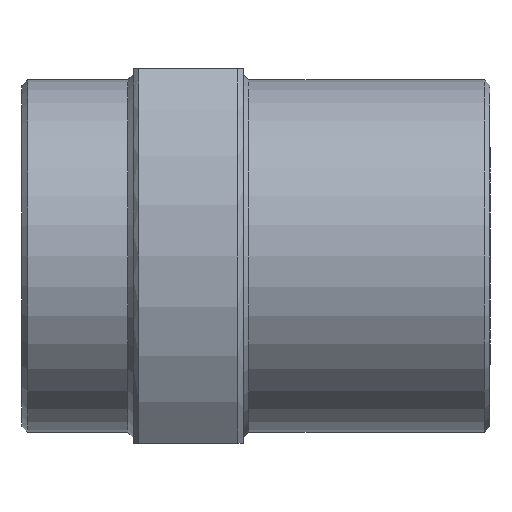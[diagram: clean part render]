
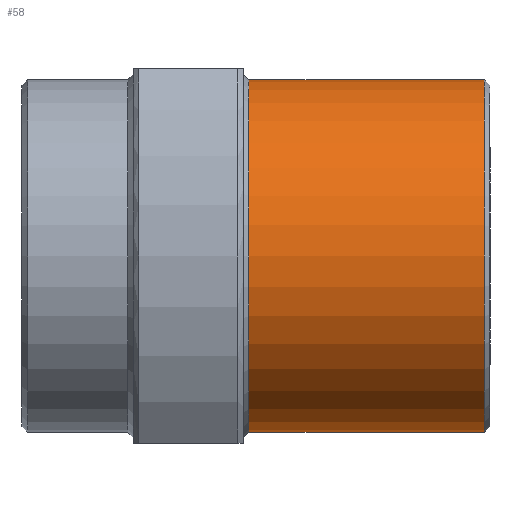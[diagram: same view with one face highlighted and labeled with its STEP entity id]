
A CAD part, front view. The second image highlights one B-rep face of the part: STEP entity #58.
In plain terms, the highlighted cylindrical face has radius 16 mm (diameter 32 mm), a partial arc.
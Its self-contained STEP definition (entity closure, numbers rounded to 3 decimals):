
#7 = DIRECTION ( 'NONE',  ( -1., 0., 0. ) ) ;
#41 = AXIS2_PLACEMENT_3D ( 'NONE', #661, #175, #965 ) ;
#58 = ADVANCED_FACE ( 'NONE', ( #1265 ), #831, .T. ) ;
#137 = DIRECTION ( 'NONE',  ( 0., 0., 1. ) ) ;
#175 = DIRECTION ( 'NONE',  ( -1., 0., 0. ) ) ;
#190 = LINE ( 'NONE', #584, #349 ) ;
#217 = EDGE_LOOP ( 'NONE', ( #799, #303, #908, #518 ) ) ;
#303 = ORIENTED_EDGE ( 'NONE', *, *, #311, .T. ) ;
#311 = EDGE_CURVE ( 'NONE', #998, #476, #769, .T. ) ;
#349 = VECTOR ( 'NONE', #7, 1000. ) ;
#352 = CARTESIAN_POINT ( 'NONE',  ( 28.177, 0., 16. ) ) ;
#473 = CARTESIAN_POINT ( 'NONE',  ( 6.777, 0., 0. ) ) ;
#476 = VERTEX_POINT ( 'NONE', #352 ) ;
#518 = ORIENTED_EDGE ( 'NONE', *, *, #1056, .T. ) ;
#584 = CARTESIAN_POINT ( 'NONE',  ( -56.309, 0., -16. ) ) ;
#631 = AXIS2_PLACEMENT_3D ( 'NONE', #1030, #637, #137 ) ;
#637 = DIRECTION ( 'NONE',  ( -1., 0., 0. ) ) ;
#653 = CARTESIAN_POINT ( 'NONE',  ( 6.777, 0., 16. ) ) ;
#661 = CARTESIAN_POINT ( 'NONE',  ( 28.177, 0., 0. ) ) ;
#695 = CIRCLE ( 'NONE', #939, 16. ) ;
#749 = CARTESIAN_POINT ( 'NONE',  ( -56.309, 0., 16. ) ) ;
#756 = LINE ( 'NONE', #749, #1068 ) ;
#768 = DIRECTION ( 'NONE',  ( -1., 0., 0. ) ) ;
#769 = CIRCLE ( 'NONE', #41, 16. ) ;
#799 = ORIENTED_EDGE ( 'NONE', *, *, #850, .F. ) ;
#831 = CYLINDRICAL_SURFACE ( 'NONE', #631, 16. ) ;
#844 = VERTEX_POINT ( 'NONE', #1060 ) ;
#850 = EDGE_CURVE ( 'NONE', #998, #844, #190, .T. ) ;
#853 = DIRECTION ( 'NONE',  ( 0., 0., 1. ) ) ;
#908 = ORIENTED_EDGE ( 'NONE', *, *, #928, .T. ) ;
#928 = EDGE_CURVE ( 'NONE', #476, #964, #756, .T. ) ;
#939 = AXIS2_PLACEMENT_3D ( 'NONE', #473, #1253, #853 ) ;
#964 = VERTEX_POINT ( 'NONE', #653 ) ;
#965 = DIRECTION ( 'NONE',  ( 0., 0., 1. ) ) ;
#998 = VERTEX_POINT ( 'NONE', #1152 ) ;
#1030 = CARTESIAN_POINT ( 'NONE',  ( -56.309, 0., 0. ) ) ;
#1056 = EDGE_CURVE ( 'NONE', #964, #844, #695, .T. ) ;
#1060 = CARTESIAN_POINT ( 'NONE',  ( 6.777, 0., -16. ) ) ;
#1068 = VECTOR ( 'NONE', #768, 1000. ) ;
#1152 = CARTESIAN_POINT ( 'NONE',  ( 28.177, 0., -16. ) ) ;
#1253 = DIRECTION ( 'NONE',  ( 1., 0., 0. ) ) ;
#1265 = FACE_OUTER_BOUND ( 'NONE', #217, .T. ) ;
